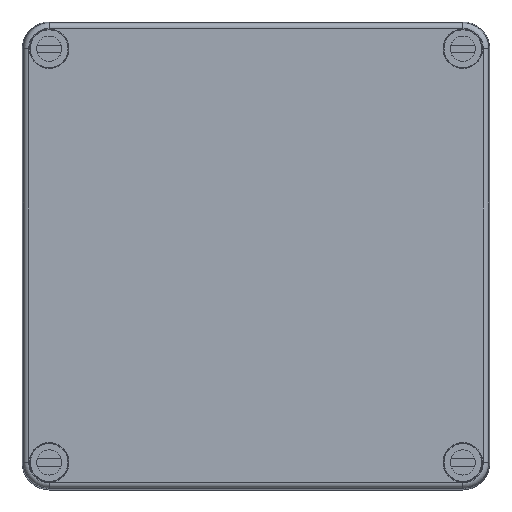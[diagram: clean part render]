
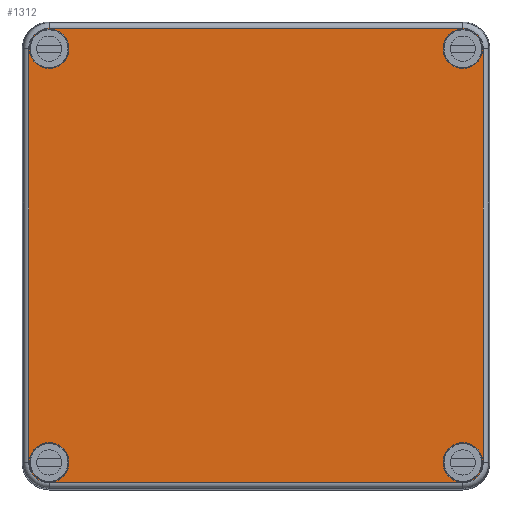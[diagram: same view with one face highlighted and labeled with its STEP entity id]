
A CAD part, top view. The second image highlights one B-rep face of the part: STEP entity #1312.
In plain terms, the highlighted planar face has unit normal (0, 0, 1).
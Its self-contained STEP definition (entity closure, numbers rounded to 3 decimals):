
#1312 = ADVANCED_FACE( '', ( #3042, #3043, #3044, #3045, #3046 ), #3047, .F. );
#3042 = FACE_BOUND( '', #5255, .T. );
#3043 = FACE_BOUND( '', #5256, .T. );
#3044 = FACE_BOUND( '', #5257, .T. );
#3045 = FACE_BOUND( '', #5258, .T. );
#3046 = FACE_OUTER_BOUND( '', #5259, .T. );
#3047 = PLANE( '', #5260 );
#5255 = EDGE_LOOP( '', ( #8935 ) );
#5256 = EDGE_LOOP( '', ( #8936 ) );
#5257 = EDGE_LOOP( '', ( #8937 ) );
#5258 = EDGE_LOOP( '', ( #8938 ) );
#5259 = EDGE_LOOP( '', ( #8939, #8940, #8941, #8942, #8943, #8944, #8945, #8946 ) );
#5260 = AXIS2_PLACEMENT_3D( '', #8947, #8948, #8949 );
#8935 = ORIENTED_EDGE( '', *, *, #13290, .F. );
#8936 = ORIENTED_EDGE( '', *, *, #13271, .F. );
#8937 = ORIENTED_EDGE( '', *, *, #13291, .F. );
#8938 = ORIENTED_EDGE( '', *, *, #12477, .F. );
#8939 = ORIENTED_EDGE( '', *, *, #12206, .T. );
#8940 = ORIENTED_EDGE( '', *, *, #13292, .F. );
#8941 = ORIENTED_EDGE( '', *, *, #13055, .T. );
#8942 = ORIENTED_EDGE( '', *, *, #13293, .T. );
#8943 = ORIENTED_EDGE( '', *, *, #12880, .F. );
#8944 = ORIENTED_EDGE( '', *, *, #12113, .T. );
#8945 = ORIENTED_EDGE( '', *, *, #13294, .F. );
#8946 = ORIENTED_EDGE( '', *, *, #13295, .F. );
#8947 = CARTESIAN_POINT( '', ( -63.173, 57.5, 39. ) );
#8948 = DIRECTION( '', ( 0., 0., -1. ) );
#8949 = DIRECTION( '', ( -1., 0., 0. ) );
#12113 = EDGE_CURVE( '', #14290, #14288, #14291, .T. );
#12206 = EDGE_CURVE( '', #14456, #14457, #14458, .T. );
#12477 = EDGE_CURVE( '', #14914, #14914, #14915, .T. );
#12880 = EDGE_CURVE( '', #14290, #15574, #15575, .T. );
#13055 = EDGE_CURVE( '', #15854, #15855, #15856, .T. );
#13271 = EDGE_CURVE( '', #16170, #16170, #16171, .T. );
#13290 = EDGE_CURVE( '', #16194, #16194, #16195, .T. );
#13291 = EDGE_CURVE( '', #16196, #16196, #16197, .T. );
#13292 = EDGE_CURVE( '', #15854, #14457, #16198, .T. );
#13293 = EDGE_CURVE( '', #15855, #15574, #16199, .T. );
#13294 = EDGE_CURVE( '', #16200, #14288, #16201, .T. );
#13295 = EDGE_CURVE( '', #14456, #16200, #16202, .T. );
#14288 = VERTEX_POINT( '', #17416 );
#14290 = VERTEX_POINT( '', #17418 );
#14291 = LINE( '', #17419, #17420 );
#14456 = VERTEX_POINT( '', #17635 );
#14457 = VERTEX_POINT( '', #17636 );
#14458 = CIRCLE( '', #17637, 5.673 );
#14914 = VERTEX_POINT( '', #18319 );
#14915 = CIRCLE( '', #18320, 5.5 );
#15574 = VERTEX_POINT( '', #19190 );
#15575 = CIRCLE( '', #19191, 5.673 );
#15854 = VERTEX_POINT( '', #19556 );
#15855 = VERTEX_POINT( '', #19557 );
#15856 = CIRCLE( '', #19558, 5.673 );
#16170 = VERTEX_POINT( '', #19969 );
#16171 = CIRCLE( '', #19970, 5.5 );
#16194 = VERTEX_POINT( '', #19998 );
#16195 = CIRCLE( '', #19999, 5.5 );
#16196 = VERTEX_POINT( '', #20000 );
#16197 = CIRCLE( '', #20001, 5.5 );
#16198 = LINE( '', #20002, #20003 );
#16199 = LINE( '', #20004, #20005 );
#16200 = VERTEX_POINT( '', #20006 );
#16201 = CIRCLE( '', #20007, 5.673 );
#16202 = LINE( '', #20008, #20009 );
#17416 = CARTESIAN_POINT( '', ( -63.173, -57.5, 39. ) );
#17418 = CARTESIAN_POINT( '', ( -63.173, 57.5, 39. ) );
#17419 = CARTESIAN_POINT( '', ( -63.173, 57.5, 39. ) );
#17420 = VECTOR( '', #21423, 1000. );
#17635 = CARTESIAN_POINT( '', ( 57.5, -63.173, 39. ) );
#17636 = CARTESIAN_POINT( '', ( 63.173, -57.5, 39. ) );
#17637 = AXIS2_PLACEMENT_3D( '', #21552, #21553, #21554 );
#18319 = CARTESIAN_POINT( '', ( 63., 57.5, 39. ) );
#18320 = AXIS2_PLACEMENT_3D( '', #21918, #21919, #21920 );
#19190 = CARTESIAN_POINT( '', ( -57.5, 63.173, 39. ) );
#19191 = AXIS2_PLACEMENT_3D( '', #22498, #22499, #22500 );
#19556 = CARTESIAN_POINT( '', ( 63.173, 57.5, 39. ) );
#19557 = CARTESIAN_POINT( '', ( 57.5, 63.173, 39. ) );
#19558 = AXIS2_PLACEMENT_3D( '', #22755, #22756, #22757 );
#19969 = CARTESIAN_POINT( '', ( 63., -57.5, 39. ) );
#19970 = AXIS2_PLACEMENT_3D( '', #23029, #23030, #23031 );
#19998 = CARTESIAN_POINT( '', ( -52., -57.5, 39. ) );
#19999 = AXIS2_PLACEMENT_3D( '', #23055, #23056, #23057 );
#20000 = CARTESIAN_POINT( '', ( -52., 57.5, 39. ) );
#20001 = AXIS2_PLACEMENT_3D( '', #23058, #23059, #23060 );
#20002 = CARTESIAN_POINT( '', ( 63.173, 57.5, 39. ) );
#20003 = VECTOR( '', #23061, 1000. );
#20004 = CARTESIAN_POINT( '', ( 57.5, 63.173, 39. ) );
#20005 = VECTOR( '', #23062, 1000. );
#20006 = CARTESIAN_POINT( '', ( -57.5, -63.173, 39. ) );
#20007 = AXIS2_PLACEMENT_3D( '', #23063, #23064, #23065 );
#20008 = CARTESIAN_POINT( '', ( 57.5, -63.173, 39. ) );
#20009 = VECTOR( '', #23066, 1000. );
#21423 = DIRECTION( '', ( 0., -1., 0. ) );
#21552 = CARTESIAN_POINT( '', ( 57.5, -57.5, 39. ) );
#21553 = DIRECTION( '', ( 0., 0., 1. ) );
#21554 = DIRECTION( '', ( 1., 0., 0. ) );
#21918 = CARTESIAN_POINT( '', ( 57.5, 57.5, 39. ) );
#21919 = DIRECTION( '', ( 0., 0., 1. ) );
#21920 = DIRECTION( '', ( 1., 0., 0. ) );
#22498 = CARTESIAN_POINT( '', ( -57.5, 57.5, 39. ) );
#22499 = DIRECTION( '', ( 0., 0., -1. ) );
#22500 = DIRECTION( '', ( -1., 0., 0. ) );
#22755 = CARTESIAN_POINT( '', ( 57.5, 57.5, 39. ) );
#22756 = DIRECTION( '', ( 0., 0., 1. ) );
#22757 = DIRECTION( '', ( 1., 0., 0. ) );
#23029 = CARTESIAN_POINT( '', ( 57.5, -57.5, 39. ) );
#23030 = DIRECTION( '', ( 0., 0., 1. ) );
#23031 = DIRECTION( '', ( 1., 0., 0. ) );
#23055 = CARTESIAN_POINT( '', ( -57.5, -57.5, 39. ) );
#23056 = DIRECTION( '', ( 0., 0., 1. ) );
#23057 = DIRECTION( '', ( 1., 0., 0. ) );
#23058 = CARTESIAN_POINT( '', ( -57.5, 57.5, 39. ) );
#23059 = DIRECTION( '', ( 0., 0., 1. ) );
#23060 = DIRECTION( '', ( 1., 0., 0. ) );
#23061 = DIRECTION( '', ( 0., -1., 0. ) );
#23062 = DIRECTION( '', ( -1., 0., 0. ) );
#23063 = CARTESIAN_POINT( '', ( -57.5, -57.5, 39. ) );
#23064 = DIRECTION( '', ( 0., 0., -1. ) );
#23065 = DIRECTION( '', ( -1., 0., 0. ) );
#23066 = DIRECTION( '', ( -1., 0., 0. ) );
